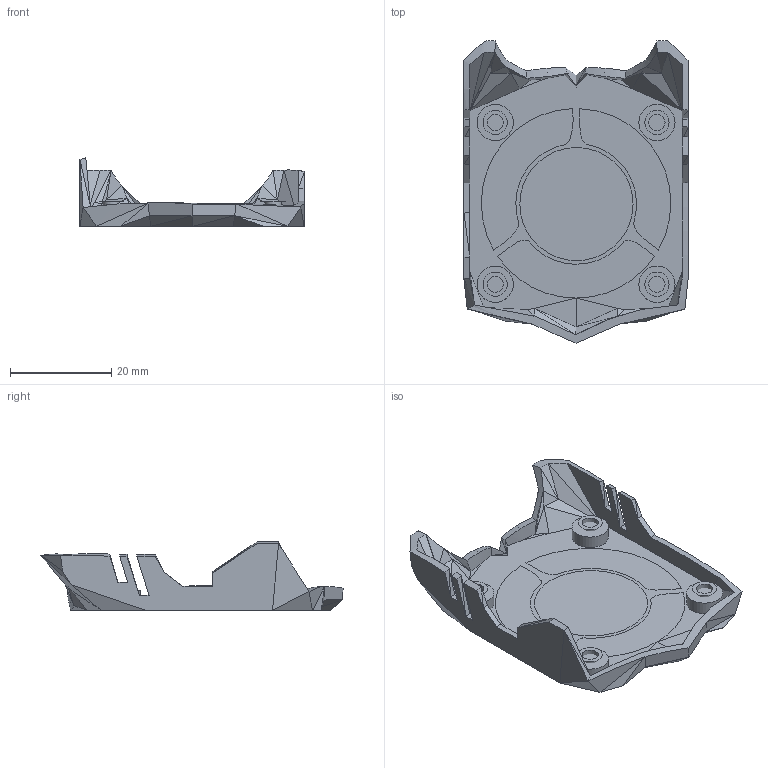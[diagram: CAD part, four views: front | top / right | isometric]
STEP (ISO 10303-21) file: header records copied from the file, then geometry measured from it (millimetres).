
FILE_DESCRIPTION(/* description */ ('','CAx-IF Rec.Pracs.---Representation and Presentation of Product Manufacturing Information (PMI)---4.0---2014-10-13'),/* implementation_level */ '2;1');
FILE_NAME(/* name */ 'RR_TOOLHEAD_SHROUD_MMU.step',/* time_stamp */ '2025-03-03T14:22:01-08:00',/* author */ (''),/* organization */ (''),/* preprocessor_version */ 'ST-DEVELOPER v20',/* originating_system */ 'Autodesk Translation Framework v13.20.0.188',/* authorisation */ '');
FILE_SCHEMA (('INTEGRATED_CNC_SCHEMA','AP242_MANAGED_MODEL_BASED_3D_ENGINEERING_MIM_LF { 1 0 10303 442 1 1 4 }'));
Length unit declared in the file: millimetre
Products named in the file (3): RR_TOOLHEAD_SHROUD_V1; LogoInsert; LogoInsert_Flush
Assembly tree (2 placements, depth 2):
  RR_TOOLHEAD_SHROUD_V1
    LogoInsert
    LogoInsert_Flush
Bounding box: 44.36 x 59.78 x 13.58 mm (x, y, z)
Volume: 3775 mm3; surface area: 10103.4 mm2
Topology: 5 solids, 5 shells, 341 faces, 787 edges, 464 vertices
Faces by surface type: plane 283, cylinder 29, cone 14, sphere 8, bspline 7
Full cylindrical faces by diameter (mm): 3.2 x6, 5.76 x4, 7.166 x4, 22.399 x3
Entity records: 11678 total; most frequent: CARTESIAN_POINT 4024, DIRECTION 1557, ORIENTED_EDGE 1552, EDGE_CURVE 776, LINE 571, VECTOR 571, AXIS2_PLACEMENT_3D 493, VERTEX_POINT 463
